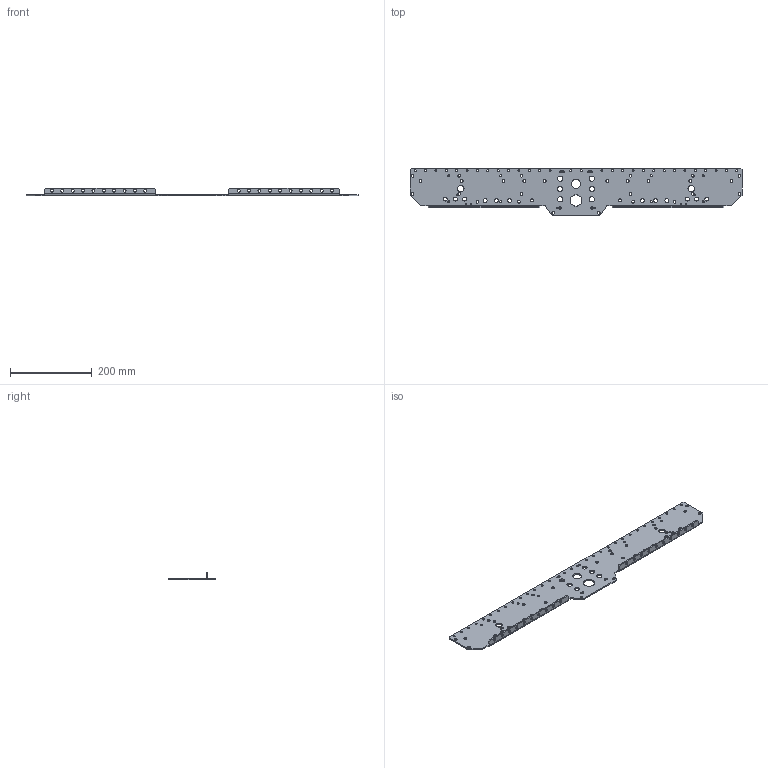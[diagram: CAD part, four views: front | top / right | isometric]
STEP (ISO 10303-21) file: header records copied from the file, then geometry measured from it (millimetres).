
FILE_DESCRIPTION(/* description */ (''),/* implementation_level */ '2;1');
FILE_NAME(/* name */ 'Inside Plate - Master.ipt.step',/* time_stamp */ '2014-01-07T10:57:09-08:00',/* author */ ('Philip'),/* organization */ (''),/* preprocessor_version */ 'ST-DEVELOPER v15.2',/* originating_system */ 'Autodesk Inventor 2014',/* authorisation */ '');
FILE_SCHEMA (('AUTOMOTIVE_DESIGN { 1 0 10303 214 3 1 1 }'));
Length unit declared in the file: inch
Products named in the file (1): Inside Plate - Master
Bounding box: 812.8 x 117.47 x 19.05 mm (x, y, z)
Volume: 261048.9 mm3; surface area: 178988.1 mm2
Topology: 1 solids, 1 shells, 167 faces, 479 edges, 314 vertices
Faces by surface type: cylinder 133, plane 34
Full cylindrical faces by diameter (mm): 2.54 x6, 4.064 x4, 5.08 x34, 5.105 x8, 6.706 x28, 6.807 x2, 7.112 x20, 9.627 x12, 12.7 x6, 15.875 x2, 28.575 x1
Entity records: 5493 total; most frequent: DIRECTION 958, CARTESIAN_POINT 838, ORIENTED_EDGE 712, EDGE_LOOP 538, AXIS2_PLACEMENT_3D 434, FACE_BOUND 371, EDGE_CURVE 356, VERTEX_POINT 314
